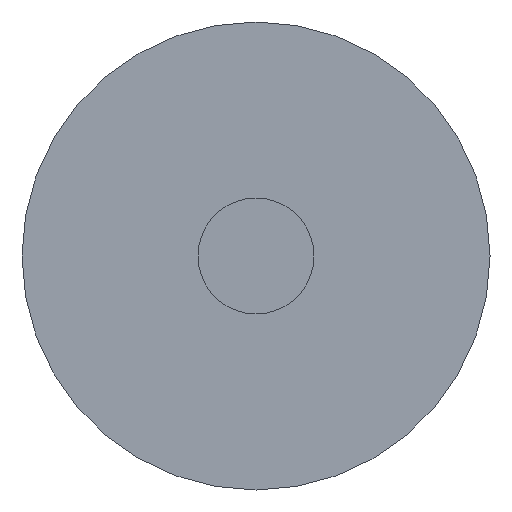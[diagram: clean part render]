
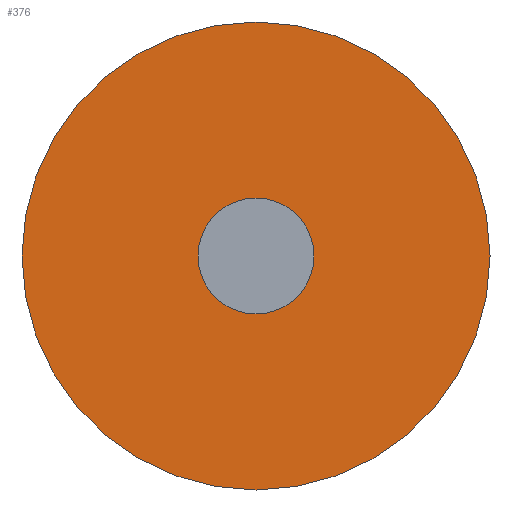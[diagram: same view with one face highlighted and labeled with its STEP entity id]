
A CAD part, front view. The second image highlights one B-rep face of the part: STEP entity #376.
In plain terms, the highlighted planar face has unit normal (0, -1, 0).
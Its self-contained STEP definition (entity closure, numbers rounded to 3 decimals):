
#43 = AXIS2_PLACEMENT_3D ( 'NONE', #297, #187, #116 ) ;
#46 = CIRCLE ( 'NONE', #43, 4.765 ) ;
#95 = FACE_OUTER_BOUND ( 'NONE', #342, .T. ) ;
#116 = DIRECTION ( 'NONE',  ( 0., 0., -1. ) ) ;
#126 = CARTESIAN_POINT ( 'NONE',  ( 0., -3.175, 0. ) ) ;
#141 = CARTESIAN_POINT ( 'NONE',  ( 0., -3.175, 0. ) ) ;
#153 = DIRECTION ( 'NONE',  ( 0., 1., 0. ) ) ;
#157 = CARTESIAN_POINT ( 'NONE',  ( 0., -3.175, -1.18 ) ) ;
#162 = DIRECTION ( 'NONE',  ( 0., 0., -1. ) ) ;
#166 = DIRECTION ( 'NONE',  ( 0., 1., 0. ) ) ;
#167 = VERTEX_POINT ( 'NONE', #271 ) ;
#173 = CARTESIAN_POINT ( 'NONE',  ( 0., -3.175, -4.765 ) ) ;
#187 = DIRECTION ( 'NONE',  ( 0., 1., 0. ) ) ;
#205 = DIRECTION ( 'NONE',  ( 0., -1., 0. ) ) ;
#208 = DIRECTION ( 'NONE',  ( 0., 0., 1. ) ) ;
#211 = DIRECTION ( 'NONE',  ( 0., -1., 0. ) ) ;
#232 = ORIENTED_EDGE ( 'NONE', *, *, #373, .F. ) ;
#233 = VERTEX_POINT ( 'NONE', #173 ) ;
#255 = FACE_BOUND ( 'NONE', #355, .T. ) ;
#269 = ORIENTED_EDGE ( 'NONE', *, *, #371, .F. ) ;
#270 = VERTEX_POINT ( 'NONE', #322 ) ;
#271 = CARTESIAN_POINT ( 'NONE',  ( 0., -3.175, 4.765 ) ) ;
#292 = DIRECTION ( 'NONE',  ( 0., 0., -1. ) ) ;
#296 = VERTEX_POINT ( 'NONE', #157 ) ;
#297 = CARTESIAN_POINT ( 'NONE',  ( 0., -3.175, 0. ) ) ;
#302 = CARTESIAN_POINT ( 'NONE',  ( 0., -3.175, 0. ) ) ;
#322 = CARTESIAN_POINT ( 'NONE',  ( 0., -3.175, 1.18 ) ) ;
#324 = ORIENTED_EDGE ( 'NONE', *, *, #398, .F. ) ;
#329 = ORIENTED_EDGE ( 'NONE', *, *, #372, .F. ) ;
#331 = PLANE ( 'NONE',  #415 ) ;
#342 = EDGE_LOOP ( 'NONE', ( #232, #324 ) ) ;
#344 = DIRECTION ( 'NONE',  ( 0., 0., -1. ) ) ;
#347 = CARTESIAN_POINT ( 'NONE',  ( 0., -3.175, 0. ) ) ;
#355 = EDGE_LOOP ( 'NONE', ( #269, #329 ) ) ;
#371 = EDGE_CURVE ( 'NONE', #296, #270, #423, .T. ) ;
#372 = EDGE_CURVE ( 'NONE', #270, #296, #436, .T. ) ;
#373 = EDGE_CURVE ( 'NONE', #233, #167, #439, .T. ) ;
#376 = ADVANCED_FACE ( 'NONE', ( #255, #95 ), #331, .F. ) ;
#398 = EDGE_CURVE ( 'NONE', #167, #233, #46, .T. ) ;
#415 = AXIS2_PLACEMENT_3D ( 'NONE', #126, #153, #208 ) ;
#423 = CIRCLE ( 'NONE', #434, 1.18 ) ;
#431 = AXIS2_PLACEMENT_3D ( 'NONE', #302, #205, #344 ) ;
#434 = AXIS2_PLACEMENT_3D ( 'NONE', #141, #211, #162 ) ;
#435 = AXIS2_PLACEMENT_3D ( 'NONE', #347, #166, #292 ) ;
#436 = CIRCLE ( 'NONE', #431, 1.18 ) ;
#439 = CIRCLE ( 'NONE', #435, 4.765 ) ;
